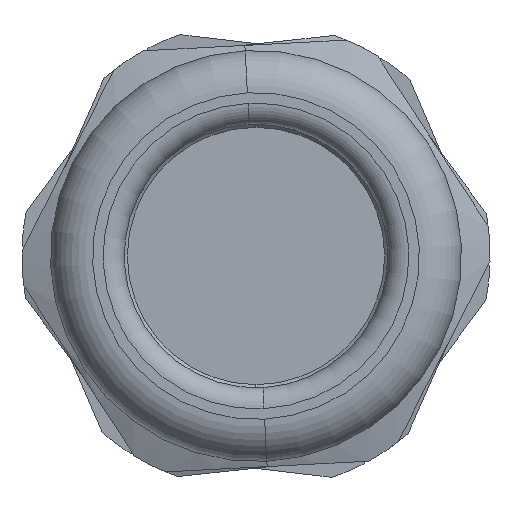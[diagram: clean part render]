
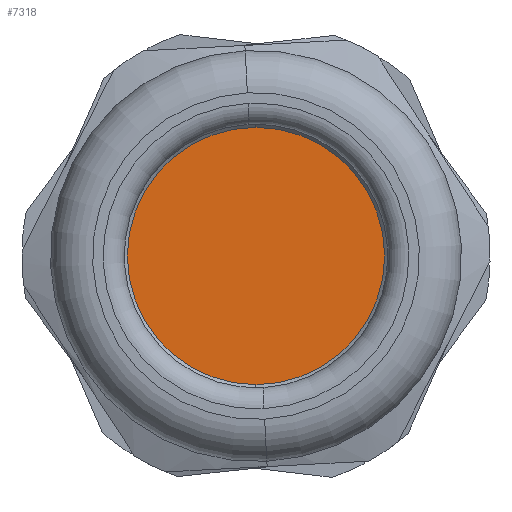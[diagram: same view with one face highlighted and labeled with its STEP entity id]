
A CAD part, left-side view. The second image highlights one B-rep face of the part: STEP entity #7318.
In plain terms, the highlighted face is planar.
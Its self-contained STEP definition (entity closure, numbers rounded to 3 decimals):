
#384 = EDGE_CURVE ( 'NONE', #7005, #1230, #1352, .T. ) ;
#423 = CIRCLE ( 'NONE', #2009, 8.1 ) ;
#570 = DIRECTION ( 'NONE',  ( 0., 0., 1. ) ) ;
#684 = DIRECTION ( 'NONE',  ( 0., 1., 0. ) ) ;
#1230 = VERTEX_POINT ( 'NONE', #4125 ) ;
#1352 = CIRCLE ( 'NONE', #3883, 8.1 ) ;
#1478 = PLANE ( 'NONE',  #2245 ) ;
#2009 = AXIS2_PLACEMENT_3D ( 'NONE', #7640, #684, #570 ) ;
#2033 = DIRECTION ( 'NONE',  ( 0., 0., 1. ) ) ;
#2099 = FACE_OUTER_BOUND ( 'NONE', #4449, .T. ) ;
#2245 = AXIS2_PLACEMENT_3D ( 'NONE', #2685, #3314, #7772 ) ;
#2685 = CARTESIAN_POINT ( 'NONE',  ( 0., 4., 0. ) ) ;
#3314 = DIRECTION ( 'NONE',  ( 0., -1., 0. ) ) ;
#3883 = AXIS2_PLACEMENT_3D ( 'NONE', #5909, #5270, #2033 ) ;
#4073 = ORIENTED_EDGE ( 'NONE', *, *, #6255, .T. ) ;
#4125 = CARTESIAN_POINT ( 'NONE',  ( 0., 4., -8.1 ) ) ;
#4449 = EDGE_LOOP ( 'NONE', ( #6484, #4073 ) ) ;
#4869 = CARTESIAN_POINT ( 'NONE',  ( 0., 4., 8.1 ) ) ;
#5270 = DIRECTION ( 'NONE',  ( 0., 1., 0. ) ) ;
#5909 = CARTESIAN_POINT ( 'NONE',  ( 0., 4., 0. ) ) ;
#6255 = EDGE_CURVE ( 'NONE', #1230, #7005, #423, .T. ) ;
#6484 = ORIENTED_EDGE ( 'NONE', *, *, #384, .T. ) ;
#7005 = VERTEX_POINT ( 'NONE', #4869 ) ;
#7318 = ADVANCED_FACE ( 'NONE', ( #2099 ), #1478, .F. ) ;
#7640 = CARTESIAN_POINT ( 'NONE',  ( 0., 4., 0. ) ) ;
#7772 = DIRECTION ( 'NONE',  ( 0., 0., -1. ) ) ;
